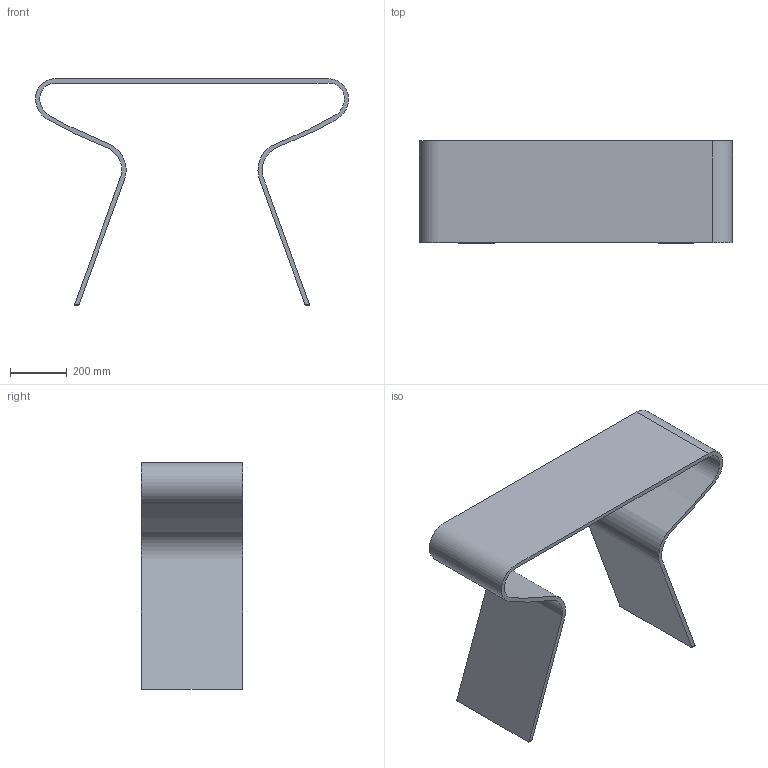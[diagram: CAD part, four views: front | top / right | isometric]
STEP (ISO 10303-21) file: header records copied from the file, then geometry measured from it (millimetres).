
FILE_DESCRIPTION(/* description */ (''),/* implementation_level */ '2;1');
FILE_NAME(/* name */ '1500 - Charlotte Consolle',/* time_stamp */ '2010-11-03T08:58:03+01:00',/* author */ (''),/* organization */ (''),/* preprocessor_version */ 'ST-DEVELOPER v10',/* originating_system */ '',/* authorisation */ '');
FILE_SCHEMA (('CONFIG_CONTROL_DESIGN'));
Length unit declared in the file: centimetre
Products named in the file (1): 1
Bounding box: 1105.71 x 360 x 800 mm (x, y, z)
Volume: 35594814.7 mm3; surface area: 2264520.3 mm2
Topology: 1 solids, 1 shells, 11 faces, 27 edges, 18 vertices
Faces by surface type: bspline 7, plane 4
Entity records: 731 total; most frequent: CARTESIAN_POINT 482, ORIENTED_EDGE 54, EDGE_CURVE 27, VERTEX_POINT 18, B_SPLINE_CURVE_WITH_KNOTS 13, ADVANCED_FACE 11, FACE_OUTER_BOUND 11, EDGE_LOOP 11
